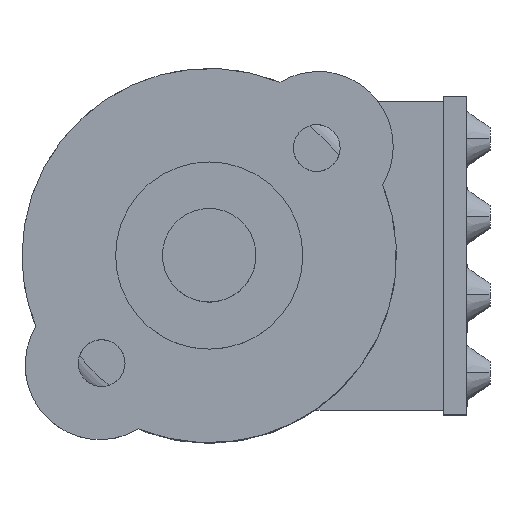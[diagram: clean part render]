
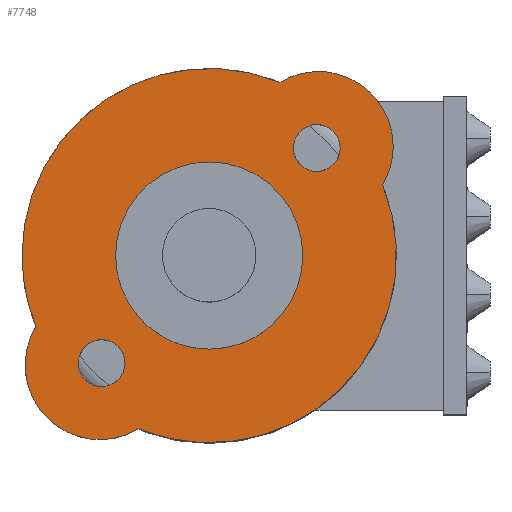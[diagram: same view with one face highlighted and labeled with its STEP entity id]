
A CAD part, top view. The second image highlights one B-rep face of the part: STEP entity #7748.
In plain terms, the highlighted planar face has unit normal (0, 0, 1).
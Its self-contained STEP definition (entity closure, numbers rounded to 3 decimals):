
#55 = EDGE_CURVE ( 'NONE', #7351, #737, #3463, .T. ) ;
#112 = CARTESIAN_POINT ( 'NONE',  ( 2.298, 2.298, 9.2 ) ) ;
#150 = CARTESIAN_POINT ( 'NONE',  ( 0., 0., 9.2 ) ) ;
#223 = DIRECTION ( 'NONE',  ( 0., 0., -1. ) ) ;
#258 = CIRCLE ( 'NONE', #8763, 0.5 ) ;
#480 = CARTESIAN_POINT ( 'NONE',  ( 3.933, 2.336, 9.2 ) ) ;
#520 = CARTESIAN_POINT ( 'NONE',  ( 0., 0., 9.2 ) ) ;
#544 = FACE_BOUND ( 'NONE', #6895, .T. ) ;
#624 = AXIS2_PLACEMENT_3D ( 'NONE', #150, #4836, #6896 ) ;
#705 = ORIENTED_EDGE ( 'NONE', *, *, #5130, .F. ) ;
#737 = VERTEX_POINT ( 'NONE', #6730 ) ;
#781 = DIRECTION ( 'NONE',  ( 1., 0., 0. ) ) ;
#942 = ORIENTED_EDGE ( 'NONE', *, *, #7835, .T. ) ;
#964 = CARTESIAN_POINT ( 'NONE',  ( 2.298, 2.298, 9.2 ) ) ;
#975 = ORIENTED_EDGE ( 'NONE', *, *, #6205, .F. ) ;
#1101 = ORIENTED_EDGE ( 'NONE', *, *, #2143, .F. ) ;
#1109 = CIRCLE ( 'NONE', #5025, 0.5 ) ;
#1122 = EDGE_CURVE ( 'NONE', #2128, #4608, #2788, .T. ) ;
#1171 = DIRECTION ( 'NONE',  ( 0., 0., -1. ) ) ;
#1409 = CARTESIAN_POINT ( 'NONE',  ( -2.336, -2.336, 9.2 ) ) ;
#1468 = DIRECTION ( 'NONE',  ( -1., 0., 0. ) ) ;
#1543 = CARTESIAN_POINT ( 'NONE',  ( 0., 0., 9.2 ) ) ;
#1546 = EDGE_CURVE ( 'NONE', #4688, #8183, #258, .T. ) ;
#1679 = AXIS2_PLACEMENT_3D ( 'NONE', #6086, #8314, #3490 ) ;
#1707 = ORIENTED_EDGE ( 'NONE', *, *, #5472, .T. ) ;
#1740 = CIRCLE ( 'NONE', #8166, 0.5 ) ;
#2098 = EDGE_CURVE ( 'NONE', #737, #7351, #3523, .T. ) ;
#2128 = VERTEX_POINT ( 'NONE', #3301 ) ;
#2143 = EDGE_CURVE ( 'NONE', #6616, #4608, #2229, .T. ) ;
#2182 = CARTESIAN_POINT ( 'NONE',  ( -2., 0., 9.2 ) ) ;
#2229 = CIRCLE ( 'NONE', #624, 4. ) ;
#2327 = CARTESIAN_POINT ( 'NONE',  ( -2.298, -2.298, 9.2 ) ) ;
#2494 = DIRECTION ( 'NONE',  ( 0., 0., 1. ) ) ;
#2536 = FACE_OUTER_BOUND ( 'NONE', #3199, .T. ) ;
#2564 = CIRCLE ( 'NONE', #5523, 1.597 ) ;
#2667 = CARTESIAN_POINT ( 'NONE',  ( 1.511, 3.703, 9.2 ) ) ;
#2730 = VERTEX_POINT ( 'NONE', #6309 ) ;
#2788 = CIRCLE ( 'NONE', #3262, 1.597 ) ;
#2914 = DIRECTION ( 'NONE',  ( 0., 0., -1. ) ) ;
#2943 = CARTESIAN_POINT ( 'NONE',  ( 0., 0., 9.2 ) ) ;
#3139 = DIRECTION ( 'NONE',  ( 0., 0., 1. ) ) ;
#3199 = EDGE_LOOP ( 'NONE', ( #1101, #942, #1707, #5008, #8490, #7437 ) ) ;
#3262 = AXIS2_PLACEMENT_3D ( 'NONE', #1409, #7416, #1468 ) ;
#3301 = CARTESIAN_POINT ( 'NONE',  ( -3.703, -1.511, 9.2 ) ) ;
#3396 = CIRCLE ( 'NONE', #7665, 4. ) ;
#3413 = EDGE_CURVE ( 'NONE', #6587, #3588, #7446, .T. ) ;
#3463 = CIRCLE ( 'NONE', #4628, 2. ) ;
#3489 = ORIENTED_EDGE ( 'NONE', *, *, #7538, .F. ) ;
#3490 = DIRECTION ( 'NONE',  ( -1., 0., 0. ) ) ;
#3523 = CIRCLE ( 'NONE', #1679, 2. ) ;
#3588 = VERTEX_POINT ( 'NONE', #2667 ) ;
#3591 = AXIS2_PLACEMENT_3D ( 'NONE', #1543, #223, #3678 ) ;
#3678 = DIRECTION ( 'NONE',  ( -1., 0., 0. ) ) ;
#3885 = DIRECTION ( 'NONE',  ( 1., 0., 0. ) ) ;
#3901 = DIRECTION ( 'NONE',  ( 0., 0., 1. ) ) ;
#4279 = DIRECTION ( 'NONE',  ( 0., 0., 1. ) ) ;
#4371 = CARTESIAN_POINT ( 'NONE',  ( -1.511, -3.703, 9.2 ) ) ;
#4549 = AXIS2_PLACEMENT_3D ( 'NONE', #8702, #5191, #3885 ) ;
#4592 = PLANE ( 'NONE',  #5547 ) ;
#4608 = VERTEX_POINT ( 'NONE', #4371 ) ;
#4628 = AXIS2_PLACEMENT_3D ( 'NONE', #2943, #2914, #5684 ) ;
#4681 = CARTESIAN_POINT ( 'NONE',  ( 2.798, 2.298, 9.2 ) ) ;
#4688 = VERTEX_POINT ( 'NONE', #5956 ) ;
#4740 = DIRECTION ( 'NONE',  ( 0., 0., 1. ) ) ;
#4836 = DIRECTION ( 'NONE',  ( 0., 0., -1. ) ) ;
#4855 = DIRECTION ( 'NONE',  ( 0., 0., 1. ) ) ;
#5008 = ORIENTED_EDGE ( 'NONE', *, *, #3413, .F. ) ;
#5025 = AXIS2_PLACEMENT_3D ( 'NONE', #2327, #3139, #7869 ) ;
#5071 = DIRECTION ( 'NONE',  ( 1., 0., 0. ) ) ;
#5130 = EDGE_CURVE ( 'NONE', #8183, #4688, #1740, .T. ) ;
#5191 = DIRECTION ( 'NONE',  ( 0., 0., 1. ) ) ;
#5472 = EDGE_CURVE ( 'NONE', #6723, #3588, #2564, .T. ) ;
#5477 = CARTESIAN_POINT ( 'NONE',  ( -4., 0., 9.2 ) ) ;
#5522 = DIRECTION ( 'NONE',  ( 1., 0., 0. ) ) ;
#5523 = AXIS2_PLACEMENT_3D ( 'NONE', #8251, #4740, #5522 ) ;
#5547 = AXIS2_PLACEMENT_3D ( 'NONE', #8694, #3901, #7418 ) ;
#5594 = CIRCLE ( 'NONE', #4549, 0.5 ) ;
#5664 = CARTESIAN_POINT ( 'NONE',  ( 2.336, 2.336, 9.2 ) ) ;
#5684 = DIRECTION ( 'NONE',  ( -1., 0., 0. ) ) ;
#5702 = DIRECTION ( 'NONE',  ( 1., 0., 0. ) ) ;
#5756 = FACE_BOUND ( 'NONE', #8521, .T. ) ;
#5948 = VERTEX_POINT ( 'NONE', #6332 ) ;
#5956 = CARTESIAN_POINT ( 'NONE',  ( 1.798, 2.298, 9.2 ) ) ;
#6086 = CARTESIAN_POINT ( 'NONE',  ( 0., 0., 9.2 ) ) ;
#6205 = EDGE_CURVE ( 'NONE', #5948, #2730, #5594, .T. ) ;
#6309 = CARTESIAN_POINT ( 'NONE',  ( -1.798, -2.298, 9.2 ) ) ;
#6332 = CARTESIAN_POINT ( 'NONE',  ( -2.798, -2.298, 9.2 ) ) ;
#6382 = CARTESIAN_POINT ( 'NONE',  ( 3.703, 1.511, 9.2 ) ) ;
#6587 = VERTEX_POINT ( 'NONE', #5477 ) ;
#6616 = VERTEX_POINT ( 'NONE', #6382 ) ;
#6723 = VERTEX_POINT ( 'NONE', #480 ) ;
#6730 = CARTESIAN_POINT ( 'NONE',  ( 2., 0., 9.2 ) ) ;
#6807 = ORIENTED_EDGE ( 'NONE', *, *, #2098, .T. ) ;
#6895 = EDGE_LOOP ( 'NONE', ( #7353, #6807 ) ) ;
#6896 = DIRECTION ( 'NONE',  ( -1., 0., 0. ) ) ;
#6919 = FACE_BOUND ( 'NONE', #7893, .T. ) ;
#7191 = EDGE_CURVE ( 'NONE', #2128, #6587, #3396, .T. ) ;
#7351 = VERTEX_POINT ( 'NONE', #2182 ) ;
#7353 = ORIENTED_EDGE ( 'NONE', *, *, #55, .T. ) ;
#7416 = DIRECTION ( 'NONE',  ( 0., 0., 1. ) ) ;
#7418 = DIRECTION ( 'NONE',  ( 1., 0., 0. ) ) ;
#7437 = ORIENTED_EDGE ( 'NONE', *, *, #1122, .T. ) ;
#7446 = CIRCLE ( 'NONE', #3591, 4. ) ;
#7538 = EDGE_CURVE ( 'NONE', #2730, #5948, #1109, .T. ) ;
#7665 = AXIS2_PLACEMENT_3D ( 'NONE', #520, #1171, #8645 ) ;
#7748 = ADVANCED_FACE ( 'NONE', ( #5756, #6919, #544, #2536 ), #4592, .T. ) ;
#7784 = CIRCLE ( 'NONE', #8470, 1.597 ) ;
#7835 = EDGE_CURVE ( 'NONE', #6616, #6723, #7784, .T. ) ;
#7869 = DIRECTION ( 'NONE',  ( 1., 0., 0. ) ) ;
#7893 = EDGE_LOOP ( 'NONE', ( #705, #8706 ) ) ;
#8166 = AXIS2_PLACEMENT_3D ( 'NONE', #964, #4279, #5071 ) ;
#8183 = VERTEX_POINT ( 'NONE', #4681 ) ;
#8251 = CARTESIAN_POINT ( 'NONE',  ( 2.336, 2.336, 9.2 ) ) ;
#8314 = DIRECTION ( 'NONE',  ( 0., 0., -1. ) ) ;
#8470 = AXIS2_PLACEMENT_3D ( 'NONE', #5664, #2494, #5702 ) ;
#8490 = ORIENTED_EDGE ( 'NONE', *, *, #7191, .F. ) ;
#8521 = EDGE_LOOP ( 'NONE', ( #3489, #975 ) ) ;
#8645 = DIRECTION ( 'NONE',  ( -1., 0., 0. ) ) ;
#8694 = CARTESIAN_POINT ( 'NONE',  ( -2., 0., 9.2 ) ) ;
#8702 = CARTESIAN_POINT ( 'NONE',  ( -2.298, -2.298, 9.2 ) ) ;
#8706 = ORIENTED_EDGE ( 'NONE', *, *, #1546, .F. ) ;
#8763 = AXIS2_PLACEMENT_3D ( 'NONE', #112, #4855, #781 ) ;
